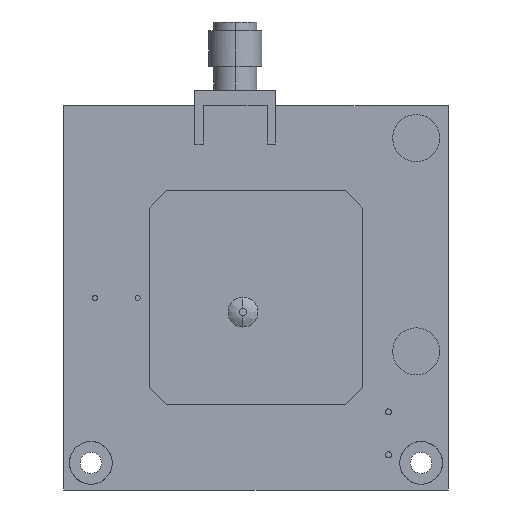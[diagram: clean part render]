
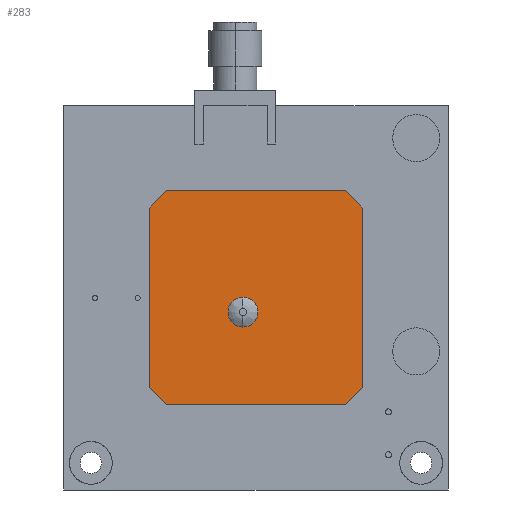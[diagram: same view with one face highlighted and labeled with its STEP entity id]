
A CAD part, front view. The second image highlights one B-rep face of the part: STEP entity #283.
In plain terms, the highlighted planar face has unit normal (0, -1, 0).
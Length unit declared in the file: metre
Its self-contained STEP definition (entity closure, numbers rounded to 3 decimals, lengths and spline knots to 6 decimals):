
#283=ADVANCED_FACE('0:244',(#577,#578),#579,.T.);
#577=FACE_OUTER_BOUND('',#1058,.T.);
#578=FACE_BOUND('',#1059,.T.);
#579=PLANE('',#1060);
#1058=EDGE_LOOP('',(#2332,#2333,#2334,#2335,#2336,#2337,#2338,#2339));
#1059=EDGE_LOOP('',(#2340,#2341));
#1060=AXIS2_PLACEMENT_3D('',#2342,#2343,#2344);
#2332=ORIENTED_EDGE('',*,*,#4210,.T.);
#2333=ORIENTED_EDGE('',*,*,#4211,.T.);
#2334=ORIENTED_EDGE('',*,*,#4212,.T.);
#2335=ORIENTED_EDGE('',*,*,#4213,.T.);
#2336=ORIENTED_EDGE('',*,*,#4214,.T.);
#2337=ORIENTED_EDGE('',*,*,#4215,.T.);
#2338=ORIENTED_EDGE('',*,*,#4216,.T.);
#2339=ORIENTED_EDGE('',*,*,#4217,.T.);
#2340=ORIENTED_EDGE('',*,*,#4125,.F.);
#2341=ORIENTED_EDGE('',*,*,#4123,.F.);
#2342=CARTESIAN_POINT('',(-0.000025,-0.004,0.000025));
#2343=DIRECTION('',(0.0,-1.0,0.0));
#2344=DIRECTION('',(0.0,0.0,-1.0));
#4123=EDGE_CURVE('0:802',#5239,#5241,#5242,.T.);
#4125=EDGE_CURVE('0:850',#5241,#5239,#5244,.T.);
#4210=EDGE_CURVE('0:1165',#5369,#5370,#5371,.T.);
#4211=EDGE_CURVE('0:1168',#5370,#5372,#5373,.T.);
#4212=EDGE_CURVE('0:1171',#5372,#5374,#5375,.T.);
#4213=EDGE_CURVE('0:1174',#5374,#5376,#5377,.T.);
#4214=EDGE_CURVE('0:1177',#5376,#5378,#5379,.T.);
#4215=EDGE_CURVE('0:1180',#5378,#5380,#5381,.T.);
#4216=EDGE_CURVE('0:1183',#5380,#5382,#5383,.T.);
#4217=EDGE_CURVE('0:1186',#5382,#5369,#5384,.T.);
#5239=VERTEX_POINT('',#7272);
#5241=VERTEX_POINT('',#7274);
#5242=CIRCLE('',#7275,0.00175);
#5244=CIRCLE('',#7277,0.00175);
#5369=VERTEX_POINT('',#7482);
#5370=VERTEX_POINT('',#7483);
#5371=LINE('',#7484,#7485);
#5372=VERTEX_POINT('',#7486);
#5373=LINE('',#7487,#7488);
#5374=VERTEX_POINT('',#7489);
#5375=LINE('',#7490,#7491);
#5376=VERTEX_POINT('',#7492);
#5377=LINE('',#7493,#7494);
#5378=VERTEX_POINT('',#7495);
#5379=LINE('',#7496,#7497);
#5380=VERTEX_POINT('',#7498);
#5381=LINE('',#7499,#7500);
#5382=VERTEX_POINT('',#7501);
#5383=LINE('',#7502,#7503);
#5384=LINE('',#7504,#7505);
#7272=CARTESIAN_POINT('',(-0.001525,-0.004,-0.003425));
#7274=CARTESIAN_POINT('',(-0.001525,-0.004,0.000075));
#7275=AXIS2_PLACEMENT_3D('',#9286,#9287,#9288);
#7277=AXIS2_PLACEMENT_3D('',#9292,#9293,#9294);
#7482=CARTESIAN_POINT('',(-0.012525,-0.004,0.010525));
#7483=CARTESIAN_POINT('',(-0.012525,-0.004,-0.010475));
#7484=CARTESIAN_POINT('',(-0.012525,-0.004,0.010525));
#7485=VECTOR('',#9387,0.021);
#7486=CARTESIAN_POINT('',(-0.010525,-0.004,-0.012475));
#7487=CARTESIAN_POINT('',(-0.012525,-0.004,-0.010475));
#7488=VECTOR('',#9388,0.002828);
#7489=CARTESIAN_POINT('',(0.010475,-0.004,-0.012475));
#7490=CARTESIAN_POINT('',(-0.010525,-0.004,-0.012475));
#7491=VECTOR('',#9389,0.021);
#7492=CARTESIAN_POINT('',(0.012475,-0.004,-0.010475));
#7493=CARTESIAN_POINT('',(0.010475,-0.004,-0.012475));
#7494=VECTOR('',#9390,0.002828);
#7495=CARTESIAN_POINT('',(0.012475,-0.004,0.010525));
#7496=CARTESIAN_POINT('',(0.012475,-0.004,-0.010475));
#7497=VECTOR('',#9391,0.021);
#7498=CARTESIAN_POINT('',(0.010475,-0.004,0.012525));
#7499=CARTESIAN_POINT('',(0.012475,-0.004,0.010525));
#7500=VECTOR('',#9392,0.002828);
#7501=CARTESIAN_POINT('',(-0.010525,-0.004,0.012525));
#7502=CARTESIAN_POINT('',(0.010475,-0.004,0.012525));
#7503=VECTOR('',#9393,0.021);
#7504=CARTESIAN_POINT('',(-0.010525,-0.004,0.012525));
#7505=VECTOR('',#9394,0.002828);
#9286=CARTESIAN_POINT('',(-0.001525,-0.004,-0.001675));
#9287=DIRECTION('',(0.,-1.0,0.));
#9288=DIRECTION('',(0.,0.,-1.0));
#9292=CARTESIAN_POINT('',(-0.001525,-0.004,-0.001675));
#9293=DIRECTION('',(0.,-1.0,0.));
#9294=DIRECTION('',(0.,0.,1.0));
#9387=DIRECTION('',(0.0,0.0,-1.0));
#9388=DIRECTION('',(0.707,0.0,-0.707));
#9389=DIRECTION('',(1.0,0.0,0.0));
#9390=DIRECTION('',(0.707,0.0,0.707));
#9391=DIRECTION('',(0.0,0.0,1.0));
#9392=DIRECTION('',(-0.707,0.0,0.707));
#9393=DIRECTION('',(-1.0,0.0,0.0));
#9394=DIRECTION('',(-0.707,0.0,-0.707));
